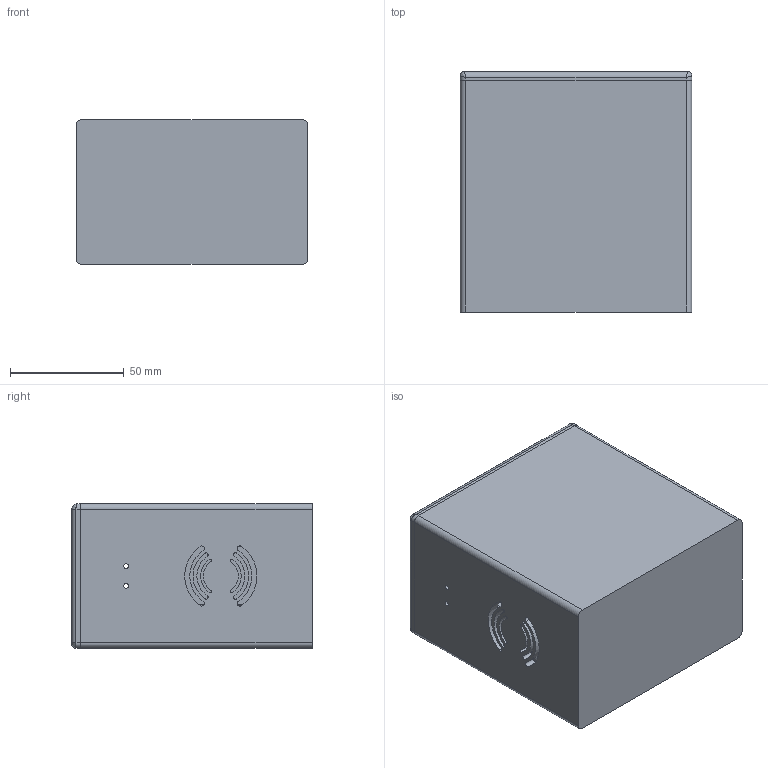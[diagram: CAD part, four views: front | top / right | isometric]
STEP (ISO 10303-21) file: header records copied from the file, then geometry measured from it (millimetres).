
FILE_DESCRIPTION(/* description */ (''),/* implementation_level */ '2;1');
FILE_NAME(/* name */ 'Motor_Controller_Assembly v2.step',/* time_stamp */ '2017-12-11T14:00:05-05:00',/* author */ ('pandaztaco'),/* organization */ (''),/* preprocessor_version */ 'ST-DEVELOPER v16.13',/* originating_system */ 'Autodesk Translation Framework v6.5.0.72',/* authorisation */ '');
FILE_SCHEMA (('AUTOMOTIVE_DESIGN { 1 0 10303 214 3 1 1 }'));
Length unit declared in the file: millimetre
Products named in the file (6): Motor_Controller_Assembly; Motor_Controller_Box; Motor_Controller_Box_Lid; AAA_Battery_Holder; 40mm_Fan; Victor
Assembly tree (5 placements, depth 2):
  Motor_Controller_Assembly
    Motor_Controller_Box
    Motor_Controller_Box_Lid
    AAA_Battery_Holder
    40mm_Fan
    Victor
Bounding box: 101.6 x 105.41 x 63.5 mm (x, y, z)
Volume: 311919 mm3; surface area: 125133.2 mm2
Topology: 5 solids, 5 shells, 315 faces, 858 edges, 556 vertices
Faces by surface type: plane 155, cylinder 134, torus 14, cone 4, bspline 4, sphere 4
Full cylindrical faces by diameter (mm): 2 x2, 2.09 x2, 3.03 x2, 4.826 x4, 7.112 x4
Entity records: 10341 total; most frequent: CARTESIAN_POINT 1834, DIRECTION 1812, ORIENTED_EDGE 1704, EDGE_CURVE 852, AXIS2_PLACEMENT_3D 640, VERTEX_POINT 556, LINE 532, VECTOR 532
